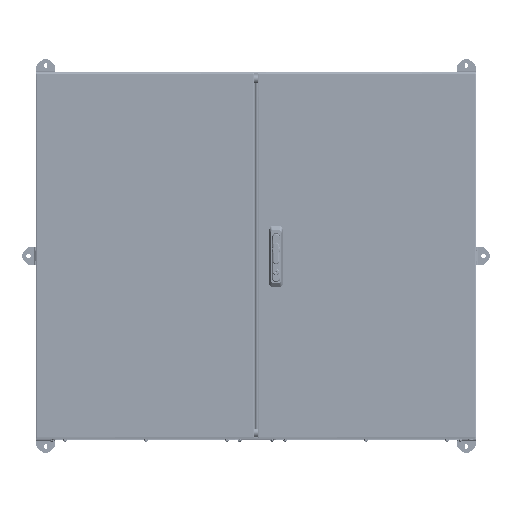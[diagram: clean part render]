
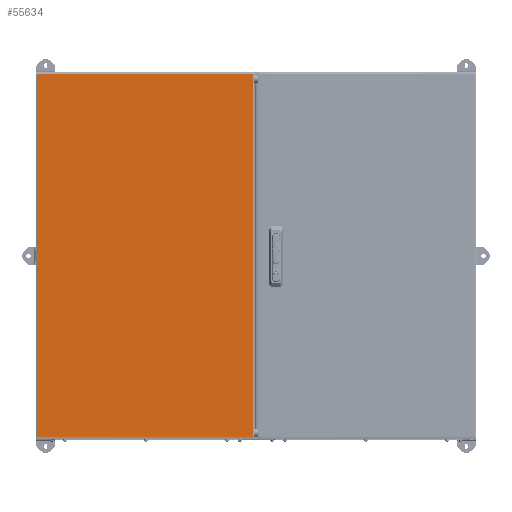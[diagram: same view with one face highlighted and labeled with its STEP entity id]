
A CAD part, top view. The second image highlights one B-rep face of the part: STEP entity #55634.
In plain terms, the highlighted planar face has unit normal (0, 0, 1).
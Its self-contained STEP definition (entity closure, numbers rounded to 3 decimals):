
#4296 = CARTESIAN_POINT ( 'NONE',  ( 294.5, -495.293, 0. ) ) ;
#14299 = VECTOR ( 'NONE', #28918, 1000. ) ;
#17648 = CARTESIAN_POINT ( 'NONE',  ( -294.5, -494.5, 0. ) ) ;
#21718 = VECTOR ( 'NONE', #110850, 1000. ) ;
#24015 = VECTOR ( 'NONE', #70234, 1000. ) ;
#27137 = LINE ( 'NONE', #56491, #14299 ) ;
#28918 = DIRECTION ( 'NONE',  ( 0., -1., 0. ) ) ;
#36949 = FACE_OUTER_BOUND ( 'NONE', #53769, .T. ) ;
#38206 = CARTESIAN_POINT ( 'NONE',  ( 294.5, -494.5, 0. ) ) ;
#42526 = AXIS2_PLACEMENT_3D ( 'NONE', #91576, #63379, #109574 ) ;
#42866 = VECTOR ( 'NONE', #115928, 1000. ) ;
#44167 = EDGE_CURVE ( 'NONE', #60781, #65143, #88235, .T. ) ;
#45599 = VERTEX_POINT ( 'NONE', #17648 ) ;
#47426 = ORIENTED_EDGE ( 'NONE', *, *, #44167, .T. ) ;
#48126 = ORIENTED_EDGE ( 'NONE', *, *, #90497, .T. ) ;
#53769 = EDGE_LOOP ( 'NONE', ( #47426, #87493, #48126, #77798 ) ) ;
#55634 = ADVANCED_FACE ( 'NONE', ( #36949 ), #74163, .T. ) ;
#56491 = CARTESIAN_POINT ( 'NONE',  ( -294.5, 495.293, 0. ) ) ;
#60781 = VERTEX_POINT ( 'NONE', #96809 ) ;
#63379 = DIRECTION ( 'NONE',  ( 0., 0., 1. ) ) ;
#65143 = VERTEX_POINT ( 'NONE', #76908 ) ;
#70234 = DIRECTION ( 'NONE',  ( -1., 0., 0. ) ) ;
#74163 = PLANE ( 'NONE',  #42526 ) ;
#74238 = CARTESIAN_POINT ( 'NONE',  ( -295.293, -494.5, 0. ) ) ;
#76908 = CARTESIAN_POINT ( 'NONE',  ( -294.5, 494.5, 0. ) ) ;
#77798 = ORIENTED_EDGE ( 'NONE', *, *, #109643, .T. ) ;
#78368 = EDGE_CURVE ( 'NONE', #65143, #45599, #27137, .T. ) ;
#78731 = LINE ( 'NONE', #4296, #42866 ) ;
#83202 = LINE ( 'NONE', #74238, #21718 ) ;
#87493 = ORIENTED_EDGE ( 'NONE', *, *, #78368, .T. ) ;
#88235 = LINE ( 'NONE', #115821, #24015 ) ;
#90497 = EDGE_CURVE ( 'NONE', #45599, #92451, #83202, .T. ) ;
#91576 = CARTESIAN_POINT ( 'NONE',  ( 0., 0., 0. ) ) ;
#92451 = VERTEX_POINT ( 'NONE', #38206 ) ;
#96809 = CARTESIAN_POINT ( 'NONE',  ( 294.5, 494.5, 0. ) ) ;
#109574 = DIRECTION ( 'NONE',  ( 1., 0., 0. ) ) ;
#109643 = EDGE_CURVE ( 'NONE', #92451, #60781, #78731, .T. ) ;
#110850 = DIRECTION ( 'NONE',  ( 1., 0., 0. ) ) ;
#115821 = CARTESIAN_POINT ( 'NONE',  ( 295.293, 494.5, 0. ) ) ;
#115928 = DIRECTION ( 'NONE',  ( 0., 1., 0. ) ) ;
